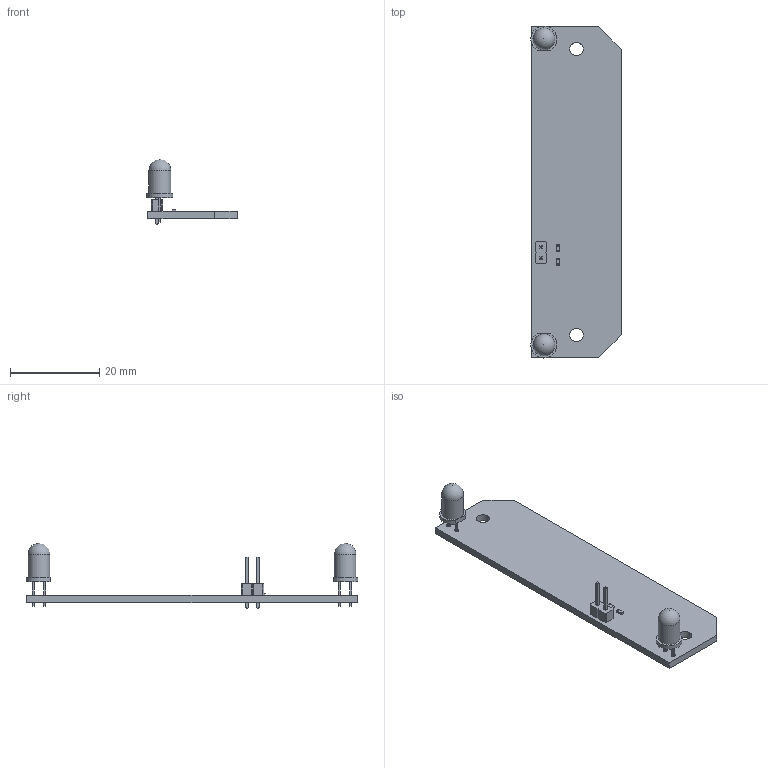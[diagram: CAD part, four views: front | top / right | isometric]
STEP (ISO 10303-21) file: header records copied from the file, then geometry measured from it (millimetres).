
FILE_DESCRIPTION(('KiCad electronic assembly'),'2;1');
FILE_NAME('ESPChipPCB_LED.step','2025-07-01T19:47:53',('Pcbnew'),( 'Kicad'),'Open CASCADE STEP processor 7.8','KiCad to STEP converter' ,'Unknown');
FILE_SCHEMA(('AUTOMOTIVE_DESIGN { 1 0 10303 214 1 1 1 1 }'));
Length unit declared in the file: millimetre
Products named in the file (8): ESPChipPCB_LED 1; R_0603_1608Metric; LED_D5.0mm_Clear; PinHeader_1x02_P2.54mm_Vertical; PinHeader_1x02_P254mm_Vertical; _autosave-ESPChipPCB_PCB
Assembly tree (9 placements, depth 3):
  ESPChipPCB_LED 1
    R_0603_1608Metric  x2
      R_0603_1608Metric
    LED_D5.0mm_Clear  x2
      LED_D5.0mm_Clear
    PinHeader_1x02_P2.54mm_Vertical
      PinHeader_1x02_P254mm_Vertical
    _autosave-ESPChipPCB_PCB
Bounding box: 20.2 x 74.34 x 14.6 mm (x, y, z)
Volume: 2649.9 mm3; surface area: 3711.3 mm2
Topology: 6 solids, 6 shells, 152 faces, 370 edges, 238 vertices
Faces by surface type: plane 122, cylinder 28, sphere 2
Full cylindrical faces by diameter (mm): 0.9 x4, 1 x2, 3 x2, 4.9 x2
Entity records: 4008 total; most frequent: CARTESIAN_POINT 557, DIRECTION 543, ORIENTED_EDGE 532, EDGE_CURVE 266, LINE 229, VECTOR 229, VERTEX_POINT 171, AXIS2_PLACEMENT_3D 157
